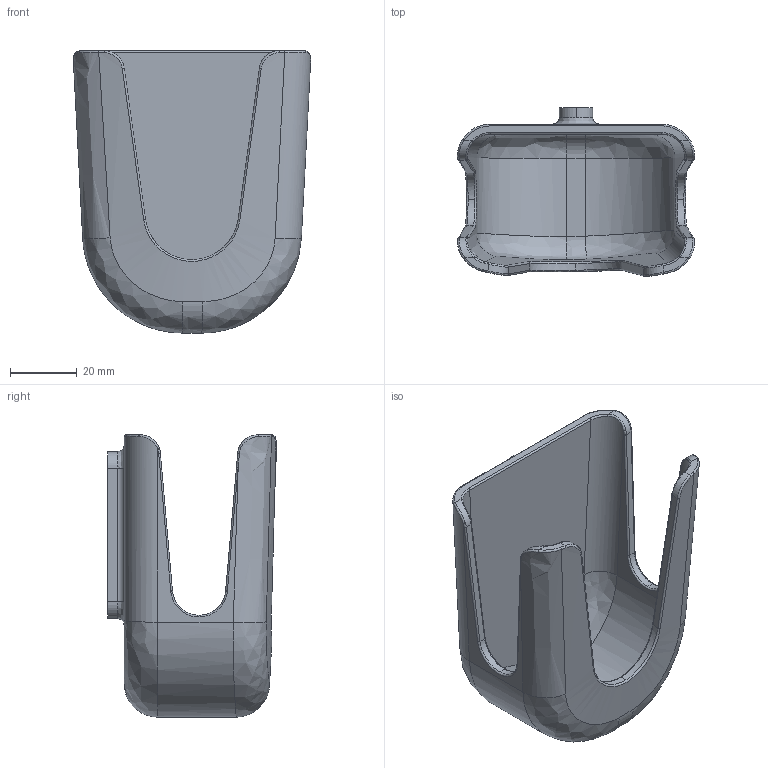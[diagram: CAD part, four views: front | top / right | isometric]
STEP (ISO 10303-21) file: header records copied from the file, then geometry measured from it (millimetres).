
FILE_DESCRIPTION (( 'STEP AP203' ), '1' );
FILE_NAME ('MS001-B.05.011SL.1.1 扷梓溫离褲.step', '2021-08-27T10:59:38', ( 'Windows User' ), ( 'P R C' ), 'SwSTEP 2.0', 'SolidWorks 2016', '' );
FILE_SCHEMA (( 'CONFIG_CONTROL_DESIGN' ));
Length unit declared in the file: millimetre
Products named in the file (3): MS001-B.05.011SL.1.1 扷梓溫离褲; 扷梓溫离褲; И杶-M4X5X4
Assembly tree (3 placements, depth 2):
  MS001-B.05.011SL.1.1 扷梓溫离褲
    扷梓溫离褲
    И杶-M4X5X4  x2
Bounding box: 71.01 x 50.58 x 84.5 mm (x, y, z)
Volume: 40239.9 mm3; surface area: 27480 mm2
Topology: 3 solids, 3 shells, 603 faces, 1676 edges, 1088 vertices
Faces by surface type: bspline 346, cylinder 209, plane 32, cone 16
Entity records: 20563 total; most frequent: CARTESIAN_POINT 13040, ORIENTED_EDGE 1958, EDGE_CURVE 979, DIRECTION 844, VERTEX_POINT 626, B_SPLINE_CURVE_WITH_KNOTS 604, AXIS2_PLACEMENT_3D 373, EDGE_LOOP 371
